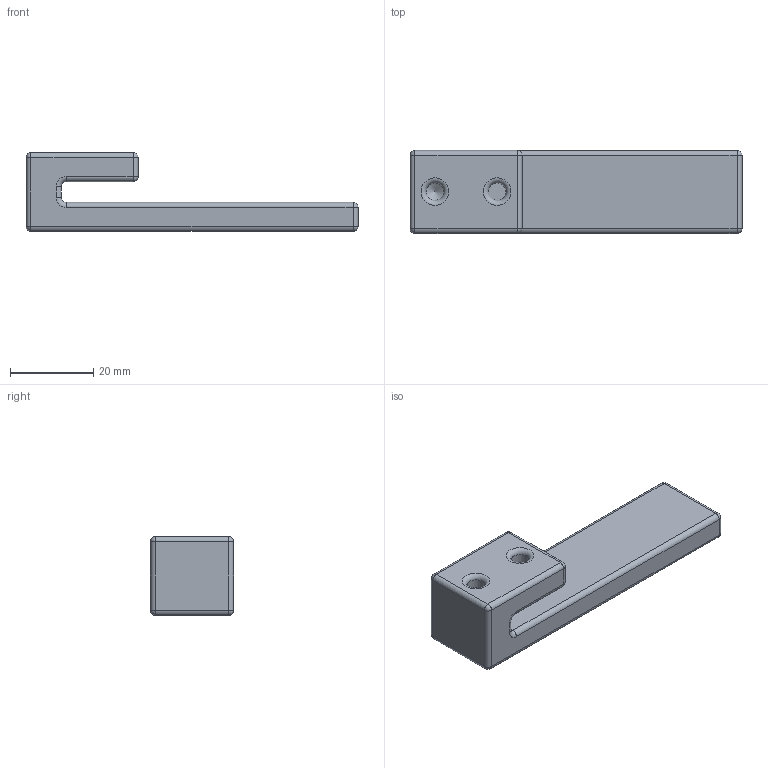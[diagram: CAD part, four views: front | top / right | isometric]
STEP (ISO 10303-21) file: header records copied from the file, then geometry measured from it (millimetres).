
FILE_DESCRIPTION(/* description */ (''),/* implementation_level */ '2;1');
FILE_NAME(/* name */ 'HX711 Test Jig v1.step',/* time_stamp */ '2022-01-17T19:34:54-08:00',/* author */ (''),/* organization */ (''),/* preprocessor_version */ 'ST-DEVELOPER v18.1',/* originating_system */ 'Autodesk Translation Framework v10.10.0.1391',/* authorisation */ '');
FILE_SCHEMA (('AUTOMOTIVE_DESIGN { 1 0 10303 214 3 1 1 }'));
Length unit declared in the file: millimetre
Products named in the file (1): HX711 Test Jig
Bounding box: 80 x 20 x 19 mm (x, y, z)
Volume: 15405.6 mm3; surface area: 6140.4 mm2
Topology: 1 solids, 1 shells, 56 faces, 116 edges, 62 vertices
Faces by surface type: cylinder 26, sphere 12, plane 10, torus 7, cone 1
Full cylindrical faces by diameter (mm): 4.234 x2
Entity records: 1488 total; most frequent: DIRECTION 293, CARTESIAN_POINT 234, ORIENTED_EDGE 230, AXIS2_PLACEMENT_3D 121, EDGE_CURVE 115, CIRCLE 64, VERTEX_POINT 62, EDGE_LOOP 59
